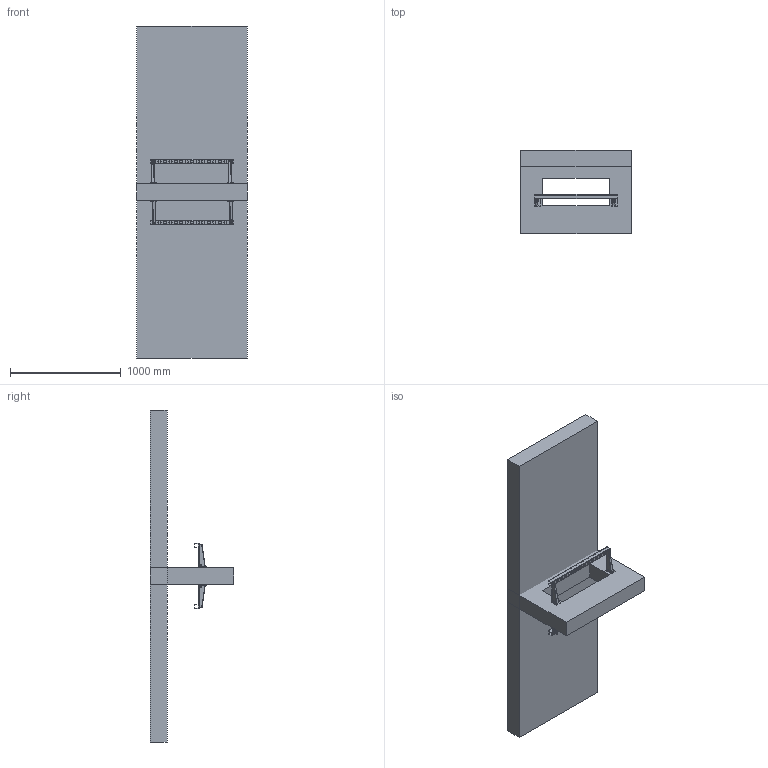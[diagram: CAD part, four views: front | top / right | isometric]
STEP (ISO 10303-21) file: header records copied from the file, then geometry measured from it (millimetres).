
FILE_DESCRIPTION (( 'STEP AP214' ), '1' );
FILE_NAME ('99999999999xx7202436.stp', '2021-03-24T14:09:07', ( '' ), ( '' ), 'SwSTEP 2.0', 'SolidWorks 2020', '' );
FILE_SCHEMA (( 'AUTOMOTIVE_DESIGN' ));
Length unit declared in the file: millimetre
Products named in the file (10): 162911-01; 067667-1_Decke; 073700-2_Standard; 058771-2_750 mm; 99999999999xx7202436; 162911-02_Formteil AW-AS 30-210; 104921-006_L=70, t=6,5, L.loch=13
Assembly tree (16 placements, depth 3):
  99999999999xx7202436
    067667-1_Decke
    073700-2_Standard
    162911-01
      104921-006_L=70, t=6,5, L.loch=13
      162911-02_Formteil AW-AS 30-210
    058771-2_750 mm  x2
    162911-01
      104921-006_L=70, t=6,5, L.loch=13
      162911-02_Formteil AW-AS 30-210
    162911-01
      104921-006_L=70, t=6,5, L.loch=13
      162911-02_Formteil AW-AS 30-210
    162911-01
      104921-006_L=70, t=6,5, L.loch=13
      162911-02_Formteil AW-AS 30-210
Bounding box: 1000 x 750 x 3000 mm (x, y, z)
Volume: 540673714.1 mm3; surface area: 9761326.6 mm2
Topology: 12 solids, 12 shells, 392 faces, 1040 edges, 672 vertices
Faces by surface type: plane 252, cylinder 132, bspline 8
Entity records: 6267 total; most frequent: CARTESIAN_POINT 941, DIRECTION 853, ORIENTED_EDGE 826, EDGE_CURVE 413, VECTOR 305, LINE 305, AXIS2_PLACEMENT_3D 274, VERTEX_POINT 270
